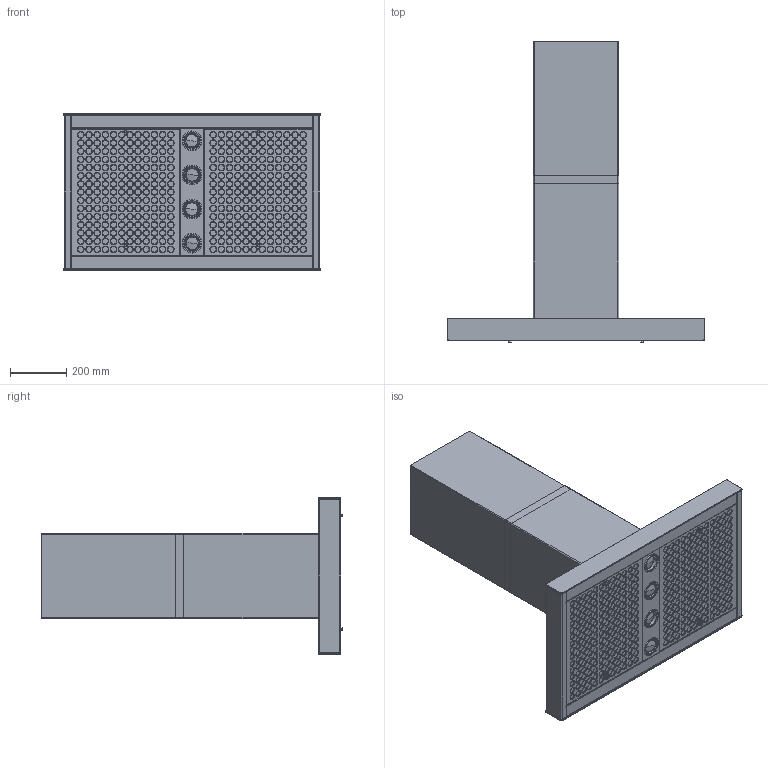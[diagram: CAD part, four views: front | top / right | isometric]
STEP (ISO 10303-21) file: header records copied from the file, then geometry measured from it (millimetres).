
FILE_DESCRIPTION((''),'2;1');
FILE_NAME('CIS700IXXYY_ASM','2012-03-26T',('bathalond'),('Venmar-Ventilation'),'PRO/ENGINEER BY PARAMETRIC TECHNOLOGY CORPORATION, 2010370','PRO/ENGINEER BY PARAMETRIC TECHNOLOGY CORPORATION, 2010370','');
FILE_SCHEMA(('CONFIG_CONTROL_DESIGN'));
Length unit declared in the file: inch
Products named in the file (11): CIS700_3D_SHELL-01; CIS700_3D_LIGHT-TRIM; CIS700_3D_LIGHT-BULB; CIS700_3D_LIGHT-KIT_ASM; CIS700_3D_GLASS-01; CIS700_3D_GLASS-PICTO; CIS700_3D_F-COVER-BOTTOM; CIS700_3D_F-COVER-TOP; CIS700_3D_FILTER; CIS700_3D_FILTER-KNOB; CIS700IXXYY_ASM
Assembly tree (18 placements, depth 3):
  CIS700IXXYY_ASM
    CIS700_3D_SHELL-01
    CIS700_3D_LIGHT-KIT_ASM  x4
      CIS700_3D_LIGHT-TRIM
      CIS700_3D_LIGHT-BULB
    CIS700_3D_GLASS-01  x2
    CIS700_3D_GLASS-PICTO
    CIS700_3D_F-COVER-BOTTOM
    CIS700_3D_F-COVER-TOP
    CIS700_3D_FILTER  x2
    CIS700_3D_FILTER-KNOB  x4
Bounding box: 913.23 x 1074.93 x 557.83 mm (x, y, z)
Volume: 145690466 mm3; surface area: 4347475.5 mm2
Topology: 42 solids, 42 shells, 2448 faces, 5057 edges, 3066 vertices
Faces by surface type: cylinder 869, torus 776, plane 719, cone 64, sphere 12, bspline 8
Entity records: 37173 total; most frequent: DIRECTION 7309, CARTESIAN_POINT 6195, ORIENTED_EDGE 5754, AXIS2_PLACEMENT_3D 3057, EDGE_CURVE 2877, VERTEX_POINT 1771, CIRCLE 1670, EDGE_LOOP 1558
